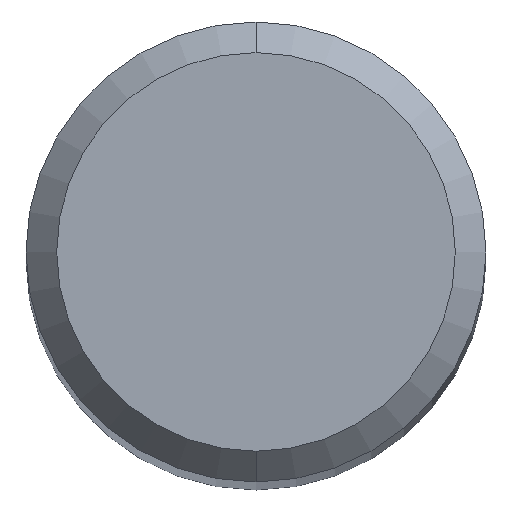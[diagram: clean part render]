
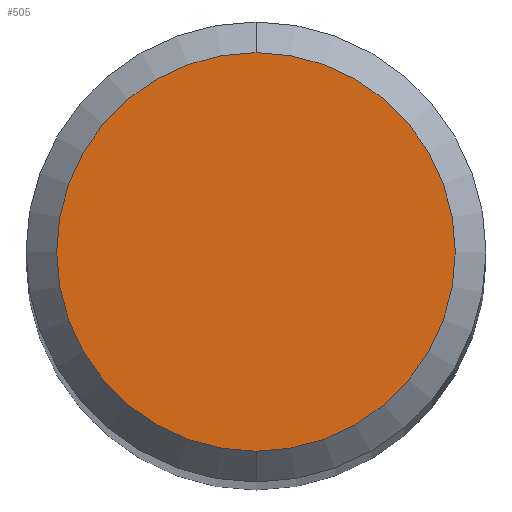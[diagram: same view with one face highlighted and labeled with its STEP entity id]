
A CAD part, top view. The second image highlights one B-rep face of the part: STEP entity #505.
In plain terms, the highlighted planar face has unit normal (0, 0, 1).
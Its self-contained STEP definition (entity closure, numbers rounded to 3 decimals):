
#301=VERTEX_POINT('',#809);
#369=EDGE_CURVE('',#301,#699,#883,.T.);
#491=EDGE_CURVE('',#699,#301,#1014,.T.);
#505=ADVANCED_FACE('',(#1029),#1030,.T.);
#699=VERTEX_POINT('',#1239);
#809=CARTESIAN_POINT('',(0.0,2.6,0.0));
#883=CIRCLE('',#2306,2.6);
#1014=CIRCLE('',#3315,2.6);
#1029=FACE_OUTER_BOUND('',#3342,.T.);
#1030=PLANE('',#3343);
#1239=CARTESIAN_POINT('',(0.,-2.6,0.0));
#2306=AXIS2_PLACEMENT_3D('',#4942,#4943,#4944);
#3315=AXIS2_PLACEMENT_3D('',#5093,#5094,#5095);
#3342=EDGE_LOOP('',(#5109,#5110));
#3343=AXIS2_PLACEMENT_3D('',#5111,#5112,#5113);
#4942=CARTESIAN_POINT('',(0.0,0.0,0.0));
#4943=DIRECTION('',(0.0,0.0,-1.0));
#4944=DIRECTION('',(0.0,1.0,0.0));
#5093=CARTESIAN_POINT('',(0.0,0.0,0.0));
#5094=DIRECTION('',(0.0,0.0,-1.0));
#5095=DIRECTION('',(0.0,1.0,0.0));
#5109=ORIENTED_EDGE('',*,*,#369,.F.);
#5110=ORIENTED_EDGE('',*,*,#491,.F.);
#5111=CARTESIAN_POINT('',(0.0,1.3,0.0));
#5112=DIRECTION('',(-0.0,0.0,1.0));
#5113=DIRECTION('',(0.0,-1.0,0.0));
